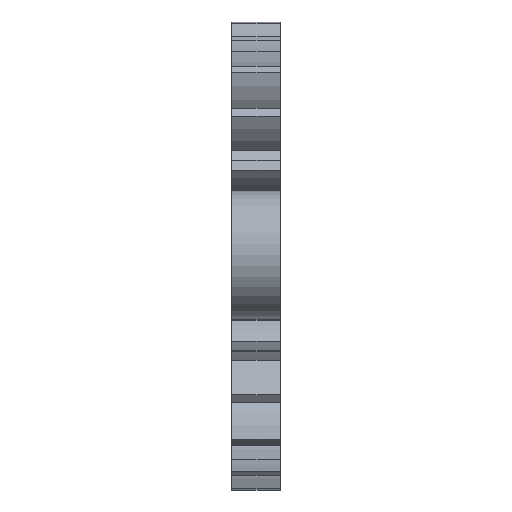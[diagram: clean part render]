
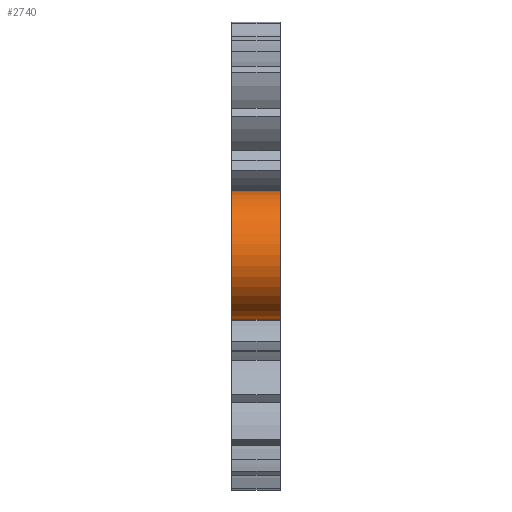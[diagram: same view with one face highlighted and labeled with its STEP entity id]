
A CAD part, top view. The second image highlights one B-rep face of the part: STEP entity #2740.
In plain terms, the highlighted cylindrical face has radius 4 mm (diameter 8 mm), a partial arc.
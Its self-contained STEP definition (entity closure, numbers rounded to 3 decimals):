
#4 = ORIENTED_EDGE ( 'NONE', *, *, #128, .F. ) ;
#128 = EDGE_CURVE ( 'NONE', #1217, #3074, #1595, .T. ) ;
#189 = VERTEX_POINT ( 'NONE', #1343 ) ;
#486 = DIRECTION ( 'NONE',  ( 1., 0., 0. ) ) ;
#555 = ORIENTED_EDGE ( 'NONE', *, *, #693, .F. ) ;
#620 = CARTESIAN_POINT ( 'NONE',  ( -7.481, 5.515, 31.34 ) ) ;
#693 = EDGE_CURVE ( 'NONE', #3074, #189, #988, .T. ) ;
#721 = DIRECTION ( 'NONE',  ( 1., 0., 0. ) ) ;
#729 = AXIS2_PLACEMENT_3D ( 'NONE', #2916, #1320, #1870 ) ;
#825 = VECTOR ( 'NONE', #486, 1000. ) ;
#988 = CIRCLE ( 'NONE', #3491, 4. ) ;
#1126 = DIRECTION ( 'NONE',  ( 0., 0., -1. ) ) ;
#1134 = CARTESIAN_POINT ( 'NONE',  ( -7.481, -2.485, 31.34 ) ) ;
#1142 = DIRECTION ( 'NONE',  ( 1., 0., 0. ) ) ;
#1144 = FACE_OUTER_BOUND ( 'NONE', #1652, .T. ) ;
#1217 = VERTEX_POINT ( 'NONE', #620 ) ;
#1282 = CARTESIAN_POINT ( 'NONE',  ( -4.481, 5.515, 31.34 ) ) ;
#1320 = DIRECTION ( 'NONE',  ( 1., 0., 0. ) ) ;
#1343 = CARTESIAN_POINT ( 'NONE',  ( -4.481, -2.485, 31.34 ) ) ;
#1503 = CARTESIAN_POINT ( 'NONE',  ( -7.481, -2.485, 31.34 ) ) ;
#1522 = EDGE_CURVE ( 'NONE', #1217, #3530, #3355, .T. ) ;
#1595 = LINE ( 'NONE', #2936, #825 ) ;
#1652 = EDGE_LOOP ( 'NONE', ( #555, #4, #1907, #2635 ) ) ;
#1870 = DIRECTION ( 'NONE',  ( 0., 0., -1. ) ) ;
#1907 = ORIENTED_EDGE ( 'NONE', *, *, #1522, .T. ) ;
#1960 = DIRECTION ( 'NONE',  ( 1., 0., 0. ) ) ;
#1966 = VECTOR ( 'NONE', #721, 1000. ) ;
#2000 = CYLINDRICAL_SURFACE ( 'NONE', #2780, 4. ) ;
#2079 = EDGE_CURVE ( 'NONE', #3530, #189, #3133, .T. ) ;
#2462 = DIRECTION ( 'NONE',  ( 0., 0., -1. ) ) ;
#2635 = ORIENTED_EDGE ( 'NONE', *, *, #2079, .T. ) ;
#2740 = ADVANCED_FACE ( 'NONE', ( #1144 ), #2000, .T. ) ;
#2747 = CARTESIAN_POINT ( 'NONE',  ( -4.481, 1.515, 31.34 ) ) ;
#2780 = AXIS2_PLACEMENT_3D ( 'NONE', #3360, #1960, #1126 ) ;
#2916 = CARTESIAN_POINT ( 'NONE',  ( -7.481, 1.515, 31.34 ) ) ;
#2936 = CARTESIAN_POINT ( 'NONE',  ( -7.481, 5.515, 31.34 ) ) ;
#3074 = VERTEX_POINT ( 'NONE', #1282 ) ;
#3133 = LINE ( 'NONE', #1503, #1966 ) ;
#3355 = CIRCLE ( 'NONE', #729, 4. ) ;
#3360 = CARTESIAN_POINT ( 'NONE',  ( -7.481, 1.515, 31.34 ) ) ;
#3491 = AXIS2_PLACEMENT_3D ( 'NONE', #2747, #1142, #2462 ) ;
#3530 = VERTEX_POINT ( 'NONE', #1134 ) ;
